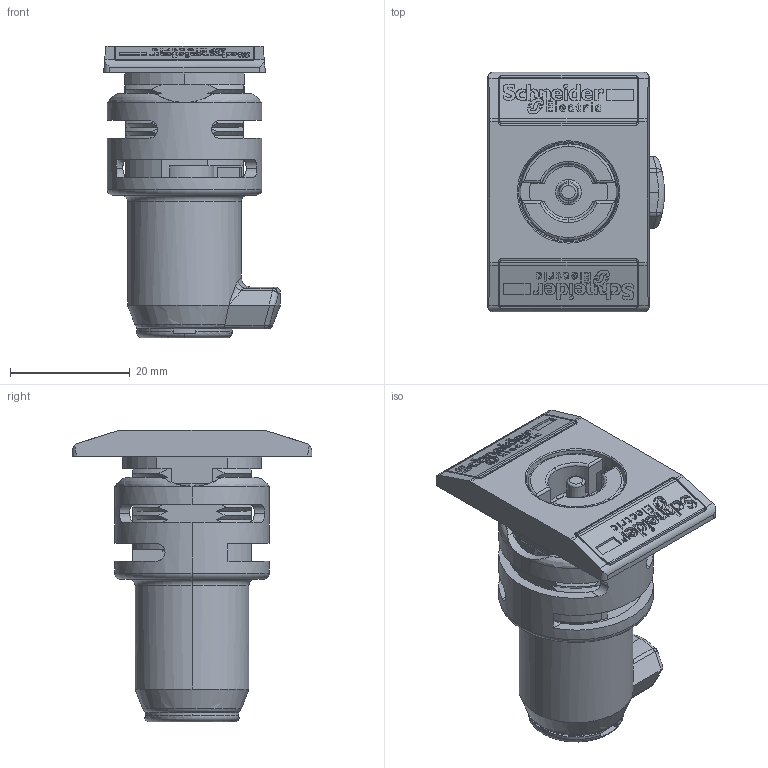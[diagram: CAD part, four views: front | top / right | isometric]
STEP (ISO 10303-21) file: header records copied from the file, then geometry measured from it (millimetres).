
FILE_DESCRIPTION((''),'2;1');
FILE_NAME('NSYCDBPLM_ASM','2021-11-19T19:57:57',('SESA621925'),('Schneider-Electric'),'CREO PARAMETRIC BY PTC INC, 2019471','CREO PARAMETRIC BY PTC INC, 2019471','');
FILE_SCHEMA(('AP242_MANAGED_MODEL_BASED_3D_ENGINEERING_MIM_LF { 1 0 10303 442 1 1 4 }'));
Length unit declared in the file: millimetre
Products named in the file (6): NSYCDBPLM_1-34; NSYCDBPLM_2; NSYCDBPLM_3; NSYCDBPLM_4; NSYCDBPLM_1-22_ASM; NSYCDBPLM_ASM
Assembly tree (5 placements, depth 3):
  NSYCDBPLM_ASM
    NSYCDBPLM_1-22_ASM
      NSYCDBPLM_1-34
      NSYCDBPLM_2
      NSYCDBPLM_3
      NSYCDBPLM_4
Bounding box: 29.5 x 40 x 48.7 mm (x, y, z)
Volume: 15120.3 mm3; surface area: 13063.5 mm2
Topology: 4 solids, 4 shells, 992 faces, 2708 edges, 1778 vertices
Faces by surface type: plane 527, extrusion 146, cylinder 138, cone 94, torus 56, bspline 21, sphere 10
Entity records: 46248 total; most frequent: CARTESIAN_POINT 13605, ORIENTED_EDGE 5396, DIRECTION 4301, PRESENTATION_STYLE_ASSIGNMENT 2702, STYLED_ITEM 2702, CURVE_STYLE 2698, EDGE_CURVE 2698, VERTEX_POINT 1778
